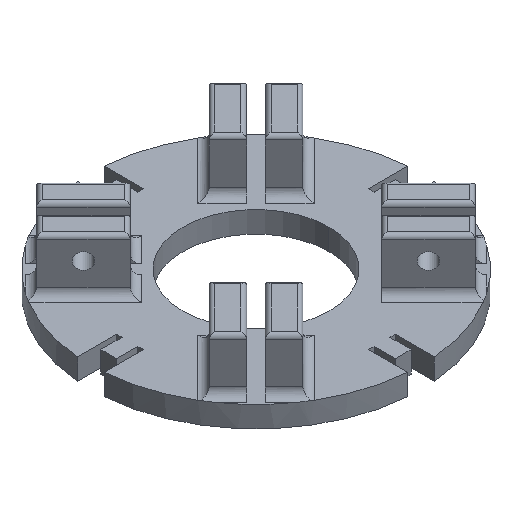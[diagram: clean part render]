
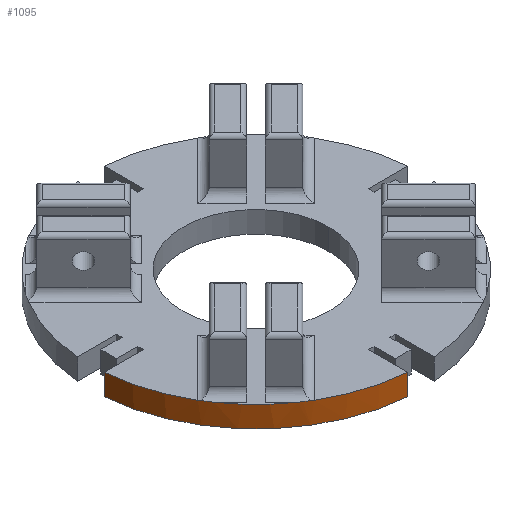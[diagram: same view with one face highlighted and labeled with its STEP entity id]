
A CAD part, isometric view. The second image highlights one B-rep face of the part: STEP entity #1095.
In plain terms, the highlighted cylindrical face has radius 62.5 mm (diameter 125 mm), a partial arc.
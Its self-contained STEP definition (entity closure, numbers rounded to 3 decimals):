
#97=CARTESIAN_POINT('Axis2P3D Location',(0.,0.,4.)) ;
#101=CARTESIAN_POINT('Vertex',(-62.3,-5.,4.)) ;
#103=CARTESIAN_POINT('Vertex',(-53.774,-31.853,4.)) ;
#131=CARTESIAN_POINT('Vertex',(-51.361,-35.613,4.)) ;
#134=CARTESIAN_POINT('Axis2P3D Location',(0.,0.,4.)) ;
#138=CARTESIAN_POINT('Vertex',(-35.613,-51.361,4.)) ;
#166=CARTESIAN_POINT('Vertex',(-31.853,-53.774,4.)) ;
#169=CARTESIAN_POINT('Axis2P3D Location',(0.,0.,4.)) ;
#173=CARTESIAN_POINT('Vertex',(-5.,-62.3,4.)) ;
#694=CARTESIAN_POINT('Vertex',(-62.3,-5.,-4.)) ;
#897=CARTESIAN_POINT('Vertex',(-5.,-62.3,-4.)) ;
#900=CARTESIAN_POINT('Axis2P3D Location',(0.,0.,-4.)) ;
#958=CARTESIAN_POINT('Axis2P3D Location',(0.,0.,0.)) ;
#1027=CARTESIAN_POINT('Line Origine',(-5.,-62.3,0.)) ;
#1033=CARTESIAN_POINT('Control Point',(-32.527,-53.369,4.098)) ;
#1034=CARTESIAN_POINT('Control Point',(-32.308,-53.502,4.033)) ;
#1035=CARTESIAN_POINT('Control Point',(-32.081,-53.639,4.)) ;
#1036=CARTESIAN_POINT('Control Point',(-31.853,-53.774,4.)) ;
#1037=CARTESIAN_POINT('Vertex',(-32.527,-53.369,4.098)) ;
#1041=CARTESIAN_POINT('Control Point',(-34.462,-52.14,4.012)) ;
#1042=CARTESIAN_POINT('Control Point',(-33.824,-52.562,4.025)) ;
#1043=CARTESIAN_POINT('Control Point',(-33.178,-52.972,4.051)) ;
#1044=CARTESIAN_POINT('Control Point',(-32.527,-53.369,4.098)) ;
#1045=CARTESIAN_POINT('Vertex',(-34.462,-52.14,4.012)) ;
#1049=CARTESIAN_POINT('Control Point',(-34.462,-52.14,4.012)) ;
#1050=CARTESIAN_POINT('Control Point',(-34.849,-51.885,4.003)) ;
#1051=CARTESIAN_POINT('Control Point',(-35.232,-51.625,4.)) ;
#1052=CARTESIAN_POINT('Control Point',(-35.613,-51.361,4.)) ;
#1055=CARTESIAN_POINT('Control Point',(-52.14,-34.462,4.012)) ;
#1056=CARTESIAN_POINT('Control Point',(-51.885,-34.849,4.003)) ;
#1057=CARTESIAN_POINT('Control Point',(-51.625,-35.232,4.)) ;
#1058=CARTESIAN_POINT('Control Point',(-51.361,-35.613,4.)) ;
#1059=CARTESIAN_POINT('Vertex',(-52.14,-34.462,4.012)) ;
#1063=CARTESIAN_POINT('Control Point',(-52.14,-34.462,4.012)) ;
#1064=CARTESIAN_POINT('Control Point',(-52.562,-33.824,4.025)) ;
#1065=CARTESIAN_POINT('Control Point',(-52.972,-33.178,4.051)) ;
#1066=CARTESIAN_POINT('Control Point',(-53.369,-32.527,4.098)) ;
#1067=CARTESIAN_POINT('Vertex',(-53.369,-32.527,4.098)) ;
#1071=CARTESIAN_POINT('Control Point',(-53.369,-32.527,4.098)) ;
#1072=CARTESIAN_POINT('Control Point',(-53.502,-32.308,4.033)) ;
#1073=CARTESIAN_POINT('Control Point',(-53.639,-32.081,4.)) ;
#1074=CARTESIAN_POINT('Control Point',(-53.774,-31.853,4.)) ;
#1076=CARTESIAN_POINT('Line Origine',(-62.3,-5.,0.)) ;
#98=DIRECTION('Axis2P3D Direction',(0.,0.,1.)) ;
#135=DIRECTION('Axis2P3D Direction',(0.,0.,1.)) ;
#170=DIRECTION('Axis2P3D Direction',(0.,0.,1.)) ;
#901=DIRECTION('Axis2P3D Direction',(0.,0.,1.)) ;
#959=DIRECTION('Axis2P3D Direction',(0.,0.,1.)) ;
#960=DIRECTION('Axis2P3D XDirection',(1.,0.,0.)) ;
#1028=DIRECTION('Vector Direction',(0.,0.,1.)) ;
#1077=DIRECTION('Vector Direction',(0.,0.,1.)) ;
#99=AXIS2_PLACEMENT_3D('Circle Axis2P3D',#97,#98,$) ;
#136=AXIS2_PLACEMENT_3D('Circle Axis2P3D',#134,#135,$) ;
#171=AXIS2_PLACEMENT_3D('Circle Axis2P3D',#169,#170,$) ;
#902=AXIS2_PLACEMENT_3D('Circle Axis2P3D',#900,#901,$) ;
#961=AXIS2_PLACEMENT_3D('Cylinder Axis2P3D',#958,#959,#960) ;
#1082=ORIENTED_EDGE('',*,*,#904,.T.) ;
#1083=ORIENTED_EDGE('',*,*,#1031,.F.) ;
#1084=ORIENTED_EDGE('',*,*,#175,.F.) ;
#1085=ORIENTED_EDGE('',*,*,#1039,.T.) ;
#1086=ORIENTED_EDGE('',*,*,#1047,.T.) ;
#1087=ORIENTED_EDGE('',*,*,#1053,.T.) ;
#1088=ORIENTED_EDGE('',*,*,#140,.F.) ;
#1089=ORIENTED_EDGE('',*,*,#1061,.T.) ;
#1090=ORIENTED_EDGE('',*,*,#1069,.T.) ;
#1091=ORIENTED_EDGE('',*,*,#1075,.T.) ;
#1092=ORIENTED_EDGE('',*,*,#105,.F.) ;
#1093=ORIENTED_EDGE('',*,*,#1080,.T.) ;
#1029=VECTOR('Line Direction',#1028,1.) ;
#1078=VECTOR('Line Direction',#1077,1.) ;
#1095=ADVANCED_FACE('Corps principal',(#1094),#962,.T.) ;
#1032=B_SPLINE_CURVE_WITH_KNOTS('',3,(#1033,#1034,#1035,#1036),.UNSPECIFIED.,.F.,.U.,(4,4),(0.,1.123),.UNSPECIFIED.) ;
#1040=B_SPLINE_CURVE_WITH_KNOTS('',3,(#1041,#1042,#1043,#1044),.UNSPECIFIED.,.F.,.U.,(4,4),(0.,3.248),.UNSPECIFIED.) ;
#1048=B_SPLINE_CURVE_WITH_KNOTS('',3,(#1049,#1050,#1051,#1052),.UNSPECIFIED.,.F.,.U.,(4,4),(0.,1.965),.UNSPECIFIED.) ;
#1054=B_SPLINE_CURVE_WITH_KNOTS('',3,(#1055,#1056,#1057,#1058),.UNSPECIFIED.,.F.,.U.,(4,4),(0.,1.965),.UNSPECIFIED.) ;
#1062=B_SPLINE_CURVE_WITH_KNOTS('',3,(#1063,#1064,#1065,#1066),.UNSPECIFIED.,.F.,.U.,(4,4),(0.,3.248),.UNSPECIFIED.) ;
#1070=B_SPLINE_CURVE_WITH_KNOTS('',3,(#1071,#1072,#1073,#1074),.UNSPECIFIED.,.F.,.U.,(4,4),(0.,1.123),.UNSPECIFIED.) ;
#100=CIRCLE('generated circle',#99,62.5) ;
#137=CIRCLE('generated circle',#136,62.5) ;
#172=CIRCLE('generated circle',#171,62.5) ;
#903=CIRCLE('generated circle',#902,62.5) ;
#962=CYLINDRICAL_SURFACE('generated cylinder',#961,62.5) ;
#105=EDGE_CURVE('',#102,#104,#100,.T.) ;
#140=EDGE_CURVE('',#132,#139,#137,.T.) ;
#175=EDGE_CURVE('',#167,#174,#172,.T.) ;
#904=EDGE_CURVE('',#695,#898,#903,.T.) ;
#1031=EDGE_CURVE('',#174,#898,#1030,.F.) ;
#1039=EDGE_CURVE('',#167,#1038,#1032,.F.) ;
#1047=EDGE_CURVE('',#1038,#1046,#1040,.F.) ;
#1053=EDGE_CURVE('',#1046,#139,#1048,.T.) ;
#1061=EDGE_CURVE('',#132,#1060,#1054,.F.) ;
#1069=EDGE_CURVE('',#1060,#1068,#1062,.T.) ;
#1075=EDGE_CURVE('',#1068,#104,#1070,.T.) ;
#1080=EDGE_CURVE('',#102,#695,#1079,.F.) ;
#1081=EDGE_LOOP('',(#1082,#1083,#1084,#1085,#1086,#1087,#1088,#1089,#1090,#1091,#1092,#1093)) ;
#1094=FACE_OUTER_BOUND('',#1081,.T.) ;
#1030=LINE('Line',#1027,#1029) ;
#1079=LINE('Line',#1076,#1078) ;
#102=VERTEX_POINT('',#101) ;
#104=VERTEX_POINT('',#103) ;
#132=VERTEX_POINT('',#131) ;
#139=VERTEX_POINT('',#138) ;
#167=VERTEX_POINT('',#166) ;
#174=VERTEX_POINT('',#173) ;
#695=VERTEX_POINT('',#694) ;
#898=VERTEX_POINT('',#897) ;
#1038=VERTEX_POINT('',#1037) ;
#1046=VERTEX_POINT('',#1045) ;
#1060=VERTEX_POINT('',#1059) ;
#1068=VERTEX_POINT('',#1067) ;
